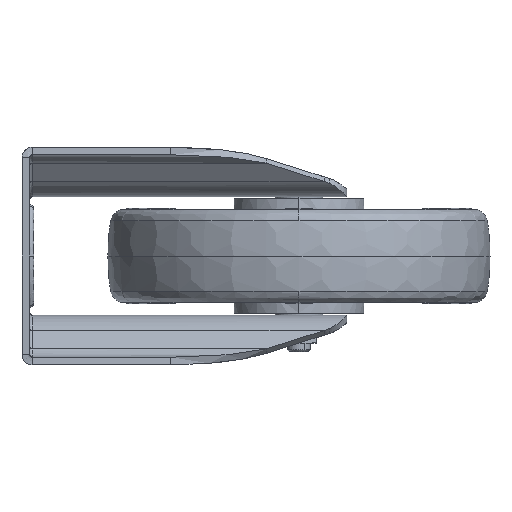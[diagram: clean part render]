
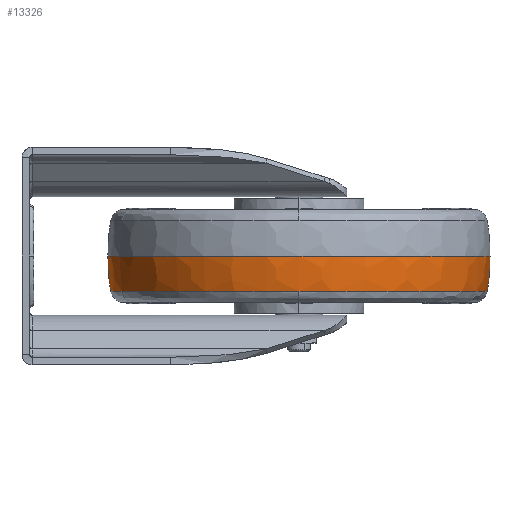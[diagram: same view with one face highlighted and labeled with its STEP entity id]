
A CAD part, left-side view. The second image highlights one B-rep face of the part: STEP entity #13326.
In plain terms, the highlighted toroidal (fillet/blend) face has major radius 4.992 mm and minor radius 105 mm.
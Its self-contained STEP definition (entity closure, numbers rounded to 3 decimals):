
#185 = AXIS2_PLACEMENT_3D ( 'NONE', #8761, #23889, #29213 ) ;
#2982 = EDGE_CURVE ( 'NONE', #11990, #8435, #27300, .T. ) ;
#3372 = CIRCLE ( 'NONE', #15779, 105. ) ;
#3614 = ORIENTED_EDGE ( 'NONE', *, *, #15632, .T. ) ;
#4335 = AXIS2_PLACEMENT_3D ( 'NONE', #22397, #21026, #20933 ) ;
#5503 = VERTEX_POINT ( 'NONE', #24538 ) ;
#5546 = EDGE_CURVE ( 'NONE', #5503, #19529, #3372, .T. ) ;
#5992 = DIRECTION ( 'NONE',  ( 0., 0., -1. ) ) ;
#6954 = FACE_OUTER_BOUND ( 'NONE', #7615, .T. ) ;
#7585 = AXIS2_PLACEMENT_3D ( 'NONE', #21662, #5992, #24354 ) ;
#7615 = EDGE_LOOP ( 'NONE', ( #3614, #10889, #17318, #11298, #10096 ) ) ;
#8435 = VERTEX_POINT ( 'NONE', #9428 ) ;
#8479 = CARTESIAN_POINT ( 'NONE',  ( -98.58, -145., -18.561 ) ) ;
#8761 = CARTESIAN_POINT ( 'NONE',  ( 0., -140.008, -1.304 ) ) ;
#9428 = CARTESIAN_POINT ( 'NONE',  ( 0., -245., 0. ) ) ;
#9950 = VERTEX_POINT ( 'NONE', #8479 ) ;
#10096 = ORIENTED_EDGE ( 'NONE', *, *, #5546, .F. ) ;
#10509 = CARTESIAN_POINT ( 'NONE',  ( 0., -149.992, -1.304 ) ) ;
#10889 = ORIENTED_EDGE ( 'NONE', *, *, #15200, .T. ) ;
#11298 = ORIENTED_EDGE ( 'NONE', *, *, #24002, .T. ) ;
#11651 = DIRECTION ( 'NONE',  ( 0., 0., 1. ) ) ;
#11737 = CARTESIAN_POINT ( 'NONE',  ( 0., -145., -18.561 ) ) ;
#11808 = DIRECTION ( 'NONE',  ( 1., 0., 0. ) ) ;
#11990 = VERTEX_POINT ( 'NONE', #21644 ) ;
#12538 = CARTESIAN_POINT ( 'NONE',  ( 0., -45., 0. ) ) ;
#13326 = ADVANCED_FACE ( 'NONE', ( #6954 ), #22551, .T. ) ;
#15200 = EDGE_CURVE ( 'NONE', #9950, #11990, #18456, .T. ) ;
#15480 = CIRCLE ( 'NONE', #7585, 100. ) ;
#15632 = EDGE_CURVE ( 'NONE', #5503, #9950, #19516, .T. ) ;
#15779 = AXIS2_PLACEMENT_3D ( 'NONE', #10509, #19698, #24157 ) ;
#17318 = ORIENTED_EDGE ( 'NONE', *, *, #2982, .T. ) ;
#18456 = CIRCLE ( 'NONE', #19322, 98.58 ) ;
#19322 = AXIS2_PLACEMENT_3D ( 'NONE', #20951, #20307, #21217 ) ;
#19516 = CIRCLE ( 'NONE', #20879, 98.58 ) ;
#19529 = VERTEX_POINT ( 'NONE', #12538 ) ;
#19698 = DIRECTION ( 'NONE',  ( 1., 0., 0. ) ) ;
#20307 = DIRECTION ( 'NONE',  ( 0., 0., 1. ) ) ;
#20879 = AXIS2_PLACEMENT_3D ( 'NONE', #11737, #11651, #11808 ) ;
#20933 = DIRECTION ( 'NONE',  ( 0., 1., 0. ) ) ;
#20951 = CARTESIAN_POINT ( 'NONE',  ( 0., -145., -18.561 ) ) ;
#21026 = DIRECTION ( 'NONE',  ( 0., 0., 1. ) ) ;
#21217 = DIRECTION ( 'NONE',  ( 1., 0., 0. ) ) ;
#21644 = CARTESIAN_POINT ( 'NONE',  ( 0., -243.58, -18.561 ) ) ;
#21662 = CARTESIAN_POINT ( 'NONE',  ( 0., -145., 0. ) ) ;
#22397 = CARTESIAN_POINT ( 'NONE',  ( 0., -145., -1.304 ) ) ;
#22551 = TOROIDAL_SURFACE ( 'NONE', #4335, -4.992, 105. ) ;
#23889 = DIRECTION ( 'NONE',  ( -1., 0., 0. ) ) ;
#24002 = EDGE_CURVE ( 'NONE', #8435, #19529, #15480, .T. ) ;
#24157 = DIRECTION ( 'NONE',  ( 0., 0., -1. ) ) ;
#24354 = DIRECTION ( 'NONE',  ( 0., -1., 0. ) ) ;
#24538 = CARTESIAN_POINT ( 'NONE',  ( 0., -46.42, -18.561 ) ) ;
#27300 = CIRCLE ( 'NONE', #185, 105. ) ;
#29213 = DIRECTION ( 'NONE',  ( 0., 0., 1. ) ) ;
